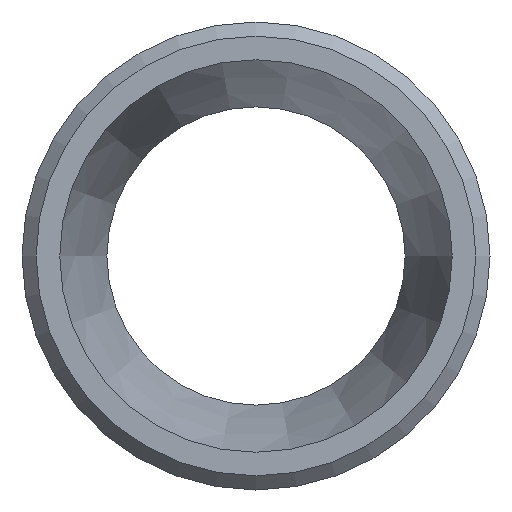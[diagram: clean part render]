
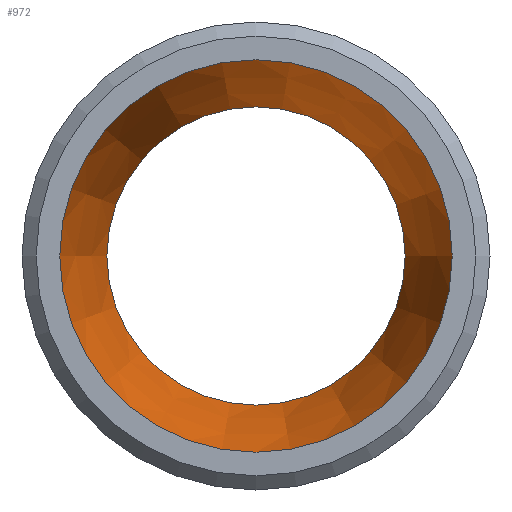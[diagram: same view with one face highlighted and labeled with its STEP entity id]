
A CAD part, left-side view. The second image highlights one B-rep face of the part: STEP entity #972.
In plain terms, the highlighted conical face has half-angle 15 degrees and reference radius 22 mm.
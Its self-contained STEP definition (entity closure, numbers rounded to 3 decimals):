
#83=FACE_OUTER_BOUND('',#139,.T.);
#139=EDGE_LOOP('',(#715,#716,#717,#718,#719,#720));
#194=LINE('',#1659,#228);
#228=VECTOR('',#1329,22.);
#291=CIRCLE('',#1086,25.);
#292=CIRCLE('',#1087,25.);
#293=CIRCLE('',#1089,19.);
#294=CIRCLE('',#1090,19.);
#397=VERTEX_POINT('',#1653);
#398=VERTEX_POINT('',#1654);
#399=VERTEX_POINT('',#1658);
#400=VERTEX_POINT('',#1660);
#517=EDGE_CURVE('',#397,#398,#291,.T.);
#518=EDGE_CURVE('',#398,#397,#292,.T.);
#519=EDGE_CURVE('',#398,#399,#194,.T.);
#520=EDGE_CURVE('',#400,#399,#293,.T.);
#521=EDGE_CURVE('',#399,#400,#294,.T.);
#715=ORIENTED_EDGE('',*,*,#517,.T.);
#716=ORIENTED_EDGE('',*,*,#519,.T.);
#717=ORIENTED_EDGE('',*,*,#520,.F.);
#718=ORIENTED_EDGE('',*,*,#521,.F.);
#719=ORIENTED_EDGE('',*,*,#519,.F.);
#720=ORIENTED_EDGE('',*,*,#518,.T.);
#890=CONICAL_SURFACE('',#1088,22.,0.262);
#972=ADVANCED_FACE('',(#83),#890,.F.);
#1086=AXIS2_PLACEMENT_3D('',#1655,#1323,#1324);
#1087=AXIS2_PLACEMENT_3D('',#1656,#1325,#1326);
#1088=AXIS2_PLACEMENT_3D('',#1657,#1327,#1328);
#1089=AXIS2_PLACEMENT_3D('',#1661,#1330,#1331);
#1090=AXIS2_PLACEMENT_3D('',#1662,#1332,#1333);
#1323=DIRECTION('center_axis',(-1.,0.,0.));
#1324=DIRECTION('ref_axis',(0.,-1.,0.));
#1325=DIRECTION('center_axis',(-1.,0.,0.));
#1326=DIRECTION('ref_axis',(0.,-1.,0.));
#1327=DIRECTION('center_axis',(-1.,0.,0.));
#1328=DIRECTION('ref_axis',(0.,-1.,0.));
#1329=DIRECTION('',(0.966,-0.259,0.));
#1330=DIRECTION('center_axis',(-1.,0.,0.));
#1331=DIRECTION('ref_axis',(0.,-1.,0.));
#1332=DIRECTION('center_axis',(-1.,0.,0.));
#1333=DIRECTION('ref_axis',(0.,-1.,0.));
#1653=CARTESIAN_POINT('',(0.,-25.,0.));
#1654=CARTESIAN_POINT('',(0.,25.,0.));
#1655=CARTESIAN_POINT('Origin',(0.,0.,0.));
#1656=CARTESIAN_POINT('Origin',(0.,0.,0.));
#1657=CARTESIAN_POINT('Origin',(11.196,0.,0.));
#1658=CARTESIAN_POINT('',(22.392,19.,0.));
#1659=CARTESIAN_POINT('',(11.196,22.,0.));
#1660=CARTESIAN_POINT('',(22.392,-19.,0.));
#1661=CARTESIAN_POINT('Origin',(22.392,0.,0.));
#1662=CARTESIAN_POINT('Origin',(22.392,0.,0.));
